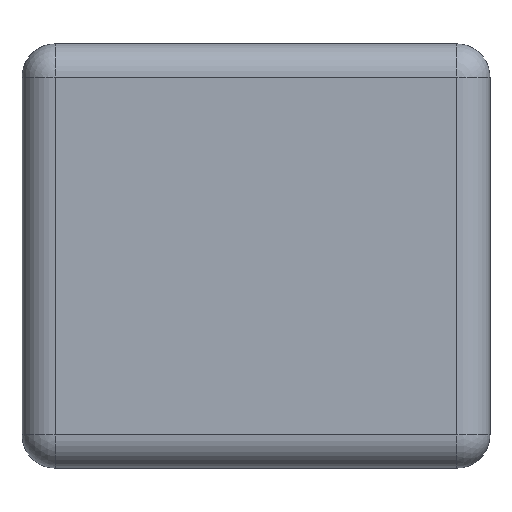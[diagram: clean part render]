
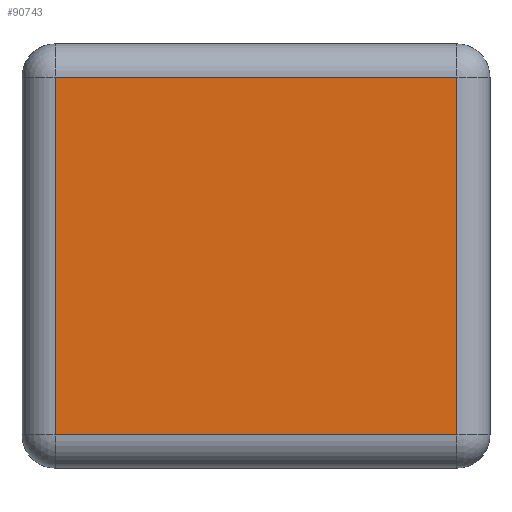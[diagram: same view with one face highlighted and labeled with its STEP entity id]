
A CAD part, front view. The second image highlights one B-rep face of the part: STEP entity #90743.
In plain terms, the highlighted planar face has unit normal (0, -1, 0).
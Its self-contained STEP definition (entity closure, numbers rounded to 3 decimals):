
#5012 = DIRECTION ( 'NONE',  ( -1., 0., 0. ) ) ;
#7753 = EDGE_LOOP ( 'NONE', ( #41452, #80962, #41932, #71535 ) ) ;
#8514 = CARTESIAN_POINT ( 'NONE',  ( -483.161, -287.502, 430.535 ) ) ;
#11340 = DIRECTION ( 'NONE',  ( 0., 0., 1. ) ) ;
#12330 = VERTEX_POINT ( 'NONE', #8514 ) ;
#15006 = EDGE_CURVE ( 'NONE', #25831, #29212, #60636, .T. ) ;
#17654 = CARTESIAN_POINT ( 'NONE',  ( -483.161, -287.502, -430.535 ) ) ;
#19531 = CARTESIAN_POINT ( 'NONE',  ( 0., -287.502, 0. ) ) ;
#22683 = VERTEX_POINT ( 'NONE', #17654 ) ;
#25831 = VERTEX_POINT ( 'NONE', #34637 ) ;
#29212 = VERTEX_POINT ( 'NONE', #43362 ) ;
#33942 = LINE ( 'NONE', #92865, #47701 ) ;
#34637 = CARTESIAN_POINT ( 'NONE',  ( 483.161, -287.502, -430.535 ) ) ;
#35813 = EDGE_CURVE ( 'NONE', #29212, #12330, #71182, .T. ) ;
#41452 = ORIENTED_EDGE ( 'NONE', *, *, #15006, .T. ) ;
#41476 = VECTOR ( 'NONE', #46171, 1000. ) ;
#41932 = ORIENTED_EDGE ( 'NONE', *, *, #63193, .T. ) ;
#43362 = CARTESIAN_POINT ( 'NONE',  ( 483.161, -287.502, 430.535 ) ) ;
#46171 = DIRECTION ( 'NONE',  ( 0., 0., 1. ) ) ;
#47701 = VECTOR ( 'NONE', #62001, 1000. ) ;
#49976 = EDGE_CURVE ( 'NONE', #22683, #25831, #33942, .T. ) ;
#53374 = CARTESIAN_POINT ( 'NONE',  ( 483.161, -287.502, 510.535 ) ) ;
#60636 = LINE ( 'NONE', #53374, #41476 ) ;
#62001 = DIRECTION ( 'NONE',  ( 1., 0., 0. ) ) ;
#63193 = EDGE_CURVE ( 'NONE', #12330, #22683, #65880, .T. ) ;
#65880 = LINE ( 'NONE', #95321, #93362 ) ;
#71182 = LINE ( 'NONE', #86167, #73691 ) ;
#71535 = ORIENTED_EDGE ( 'NONE', *, *, #49976, .T. ) ;
#73691 = VECTOR ( 'NONE', #5012, 1000. ) ;
#74395 = AXIS2_PLACEMENT_3D ( 'NONE', #19531, #91541, #11340 ) ;
#80962 = ORIENTED_EDGE ( 'NONE', *, *, #35813, .T. ) ;
#85238 = PLANE ( 'NONE',  #74395 ) ;
#85718 = FACE_OUTER_BOUND ( 'NONE', #7753, .T. ) ;
#86167 = CARTESIAN_POINT ( 'NONE',  ( -563.161, -287.502, 430.535 ) ) ;
#88075 = DIRECTION ( 'NONE',  ( 0., 0., -1. ) ) ;
#90743 = ADVANCED_FACE ( 'NONE', ( #85718 ), #85238, .F. ) ;
#91541 = DIRECTION ( 'NONE',  ( 0., 1., 0. ) ) ;
#92865 = CARTESIAN_POINT ( 'NONE',  ( 563.161, -287.502, -430.535 ) ) ;
#93362 = VECTOR ( 'NONE', #88075, 1000. ) ;
#95321 = CARTESIAN_POINT ( 'NONE',  ( -483.161, -287.502, -510.535 ) ) ;
